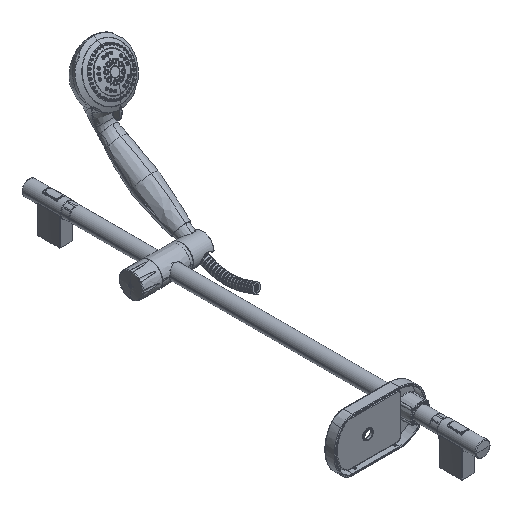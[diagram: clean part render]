
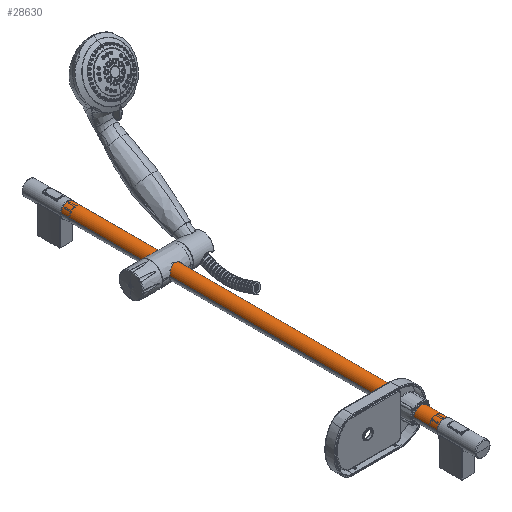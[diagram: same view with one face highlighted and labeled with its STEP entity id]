
A CAD part, isometric view. The second image highlights one B-rep face of the part: STEP entity #28630.
In plain terms, the highlighted cylindrical face has radius 11 mm (diameter 22 mm), a partial arc.
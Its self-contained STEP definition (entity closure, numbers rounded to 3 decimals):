
#4663=DIRECTION('',(0.,-1.,0.));
#4664=VECTOR('',#4663,584.);
#4665=CARTESIAN_POINT('',(22.,584.,11.));
#4666=LINE('',#4665,#4664);
#4667=CARTESIAN_POINT('',(11.,0.,11.));
#4668=DIRECTION('',(0.,-1.,0.));
#4669=DIRECTION('',(1.,0.,0.));
#4670=AXIS2_PLACEMENT_3D('',#4667,#4668,#4669);
#4672=CARTESIAN_POINT('',(11.,584.,11.));
#4673=DIRECTION('',(0.,1.,0.));
#4674=DIRECTION('',(-1.,0.,0.));
#4675=AXIS2_PLACEMENT_3D('',#4672,#4673,#4674);
#4677=CARTESIAN_POINT('',(11.,56.518,11.));
#4678=DIRECTION('',(0.,-1.,0.));
#4679=DIRECTION('',(0.681,0.,0.732));
#4680=AXIS2_PLACEMENT_3D('',#4677,#4678,#4679);
#4682=DIRECTION('',(0.,-1.,0.));
#4683=VECTOR('',#4682,1.163);
#4684=CARTESIAN_POINT('',(18.492,57.682,19.054));
#4685=LINE('',#4684,#4683);
#4686=CARTESIAN_POINT('',(11.,57.682,11.));
#4687=DIRECTION('',(0.,-1.,0.));
#4688=DIRECTION('',(0.681,0.,0.732));
#4689=AXIS2_PLACEMENT_3D('',#4686,#4687,#4688);
#4691=DIRECTION('',(0.,-1.,0.));
#4692=VECTOR('',#4691,1.163);
#4693=CARTESIAN_POINT('',(3.508,57.682,19.054));
#4694=LINE('',#4693,#4692);
#4695=DIRECTION('',(0.,-1.,0.));
#4696=VECTOR('',#4695,1.163);
#4697=CARTESIAN_POINT('',(3.508,42.682,19.054));
#4698=LINE('',#4697,#4696);
#4699=CARTESIAN_POINT('',(11.,41.518,11.));
#4700=DIRECTION('',(0.,-1.,0.));
#4701=DIRECTION('',(0.681,0.,0.732));
#4702=AXIS2_PLACEMENT_3D('',#4699,#4700,#4701);
#4704=DIRECTION('',(0.,-1.,0.));
#4705=VECTOR('',#4704,1.163);
#4706=CARTESIAN_POINT('',(18.492,42.682,19.054));
#4707=LINE('',#4706,#4705);
#4708=CARTESIAN_POINT('',(11.,42.682,11.));
#4709=DIRECTION('',(0.,-1.,0.));
#4710=DIRECTION('',(0.681,0.,0.732));
#4711=AXIS2_PLACEMENT_3D('',#4708,#4709,#4710);
#4718=DIRECTION('',(0.,-1.,0.));
#4719=VECTOR('',#4718,584.);
#4720=CARTESIAN_POINT('',(0.,584.,
11.));
#4721=LINE('',#4720,#4719);
#20416=CARTESIAN_POINT('',(0.,0.,11.));
#20418=VERTEX_POINT('',#20416);
#20421=CARTESIAN_POINT('',(22.,0.,11.));
#20423=VERTEX_POINT('',#20421);
#20984=CARTESIAN_POINT('',(0.,584.,11.));
#20986=VERTEX_POINT('',#20984);
#20988=CARTESIAN_POINT('',(22.,584.,11.));
#20990=VERTEX_POINT('',#20988);
#22205=CARTESIAN_POINT('',(18.492,56.518,19.054));
#22206=CARTESIAN_POINT('',(3.508,56.518,19.054));
#22207=VERTEX_POINT('',#22205);
#22208=VERTEX_POINT('',#22206);
#22209=CARTESIAN_POINT('',(18.492,57.682,19.054));
#22210=CARTESIAN_POINT('',(3.508,57.682,19.054));
#22211=VERTEX_POINT('',#22209);
#22212=VERTEX_POINT('',#22210);
#22213=CARTESIAN_POINT('',(3.508,42.682,19.054));
#22214=CARTESIAN_POINT('',(3.508,41.518,19.054));
#22215=VERTEX_POINT('',#22213);
#22216=VERTEX_POINT('',#22214);
#22217=CARTESIAN_POINT('',(18.492,41.518,19.054));
#22218=VERTEX_POINT('',#22217);
#22219=CARTESIAN_POINT('',(18.492,42.682,19.054));
#22220=VERTEX_POINT('',#22219);
#28596=CARTESIAN_POINT('',(11.,614.4,11.));
#28597=DIRECTION('',(0.,-1.,0.));
#28598=DIRECTION('',(-1.,0.,0.));
#28599=AXIS2_PLACEMENT_3D('',#28596,#28597,#28598);
#28600=CYLINDRICAL_SURFACE('',#28599,11.);
#28602=ORIENTED_EDGE('',*,*,#28601,.T.);
#28604=ORIENTED_EDGE('',*,*,#28603,.T.);
#28606=ORIENTED_EDGE('',*,*,#28605,.F.);
#28608=ORIENTED_EDGE('',*,*,#28607,.T.);
#28609=EDGE_LOOP('',(#28602,#28604,#28606,#28608));
#28610=FACE_OUTER_BOUND('',#28609,.F.);
#28612=ORIENTED_EDGE('',*,*,#28611,.F.);
#28614=ORIENTED_EDGE('',*,*,#28613,.F.);
#28615=ORIENTED_EDGE('',*,*,#28579,.T.);
#28617=ORIENTED_EDGE('',*,*,#28616,.T.);
#28618=EDGE_LOOP('',(#28612,#28614,#28615,#28617));
#28619=FACE_BOUND('',#28618,.F.);
#28621=ORIENTED_EDGE('',*,*,#28620,.T.);
#28623=ORIENTED_EDGE('',*,*,#28622,.F.);
#28625=ORIENTED_EDGE('',*,*,#28624,.F.);
#28627=ORIENTED_EDGE('',*,*,#28626,.T.);
#28628=EDGE_LOOP('',(#28621,#28623,#28625,#28627));
#28629=FACE_BOUND('',#28628,.F.);
#28630=ADVANCED_FACE('',(#28610,#28619,#28629),#28600,.T.);
#4671=CIRCLE('',#4670,11.);
#4676=CIRCLE('',#4675,11.);
#4681=CIRCLE('',#4680,11.);
#4690=CIRCLE('',#4689,11.);
#4703=CIRCLE('',#4702,11.);
#4712=CIRCLE('',#4711,11.);
#28579=EDGE_CURVE('',#22211,#22212,#4690,.T.);
#28601=EDGE_CURVE('',#20990,#20423,#4666,.T.);
#28603=EDGE_CURVE('',#20423,#20418,#4671,.T.);
#28605=EDGE_CURVE('',#20986,#20418,#4721,.T.);
#28607=EDGE_CURVE('',#20986,#20990,#4676,.T.);
#28611=EDGE_CURVE('',#22207,#22208,#4681,.T.);
#28613=EDGE_CURVE('',#22211,#22207,#4685,.T.);
#28616=EDGE_CURVE('',#22212,#22208,#4694,.T.);
#28620=EDGE_CURVE('',#22215,#22216,#4698,.T.);
#28622=EDGE_CURVE('',#22218,#22216,#4703,.T.);
#28624=EDGE_CURVE('',#22220,#22218,#4707,.T.);
#28626=EDGE_CURVE('',#22220,#22215,#4712,.T.);
